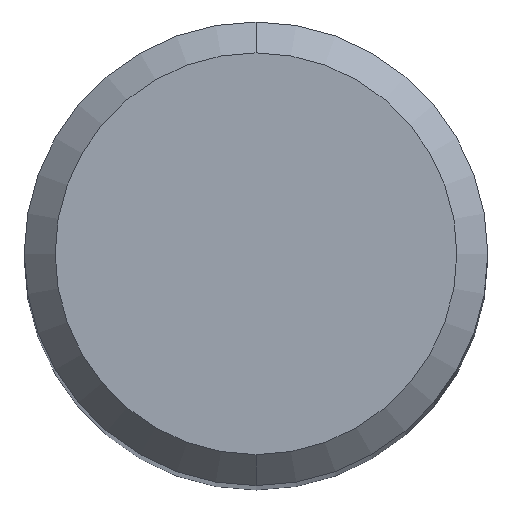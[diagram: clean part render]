
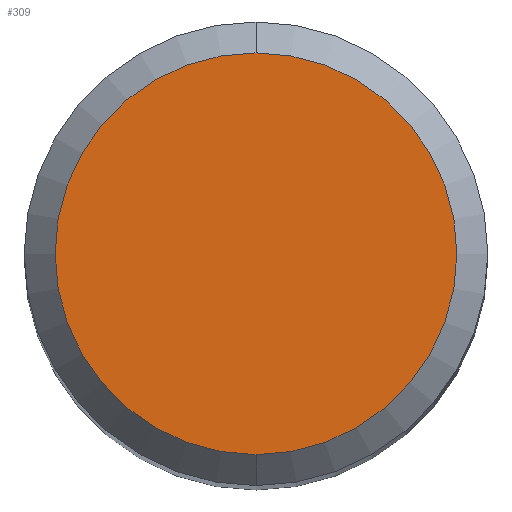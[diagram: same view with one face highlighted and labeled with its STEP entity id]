
A CAD part, top view. The second image highlights one B-rep face of the part: STEP entity #309.
In plain terms, the highlighted planar face has unit normal (0, 0, 1).
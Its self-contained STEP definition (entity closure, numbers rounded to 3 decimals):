
#183=EDGE_CURVE('',#209,#385,#498,.T.);
#209=VERTEX_POINT('',#526);
#309=ADVANCED_FACE('',(#642),#643,.T.);
#363=EDGE_CURVE('',#385,#209,#699,.T.);
#385=VERTEX_POINT('',#723);
#498=CIRCLE('',#840,2.6);
#526=CARTESIAN_POINT('',(0.0,2.6,0.0));
#642=FACE_OUTER_BOUND('',#1035,.T.);
#643=PLANE('',#1036);
#699=CIRCLE('',#1205,2.6);
#723=CARTESIAN_POINT('',(0.,-2.6,0.0));
#840=AXIS2_PLACEMENT_3D('',#1483,#1484,#1485);
#1035=EDGE_LOOP('',(#1671,#1672));
#1036=AXIS2_PLACEMENT_3D('',#1673,#1674,#1675);
#1205=AXIS2_PLACEMENT_3D('',#1712,#1713,#1714);
#1483=CARTESIAN_POINT('',(0.0,0.0,0.0));
#1484=DIRECTION('',(0.0,0.0,-1.0));
#1485=DIRECTION('',(0.0,1.0,0.0));
#1671=ORIENTED_EDGE('',*,*,#183,.F.);
#1672=ORIENTED_EDGE('',*,*,#363,.F.);
#1673=CARTESIAN_POINT('',(0.0,1.3,0.0));
#1674=DIRECTION('',(-0.0,0.0,1.0));
#1675=DIRECTION('',(0.0,-1.0,0.0));
#1712=CARTESIAN_POINT('',(0.0,0.0,0.0));
#1713=DIRECTION('',(0.0,0.0,-1.0));
#1714=DIRECTION('',(0.0,1.0,0.0));
